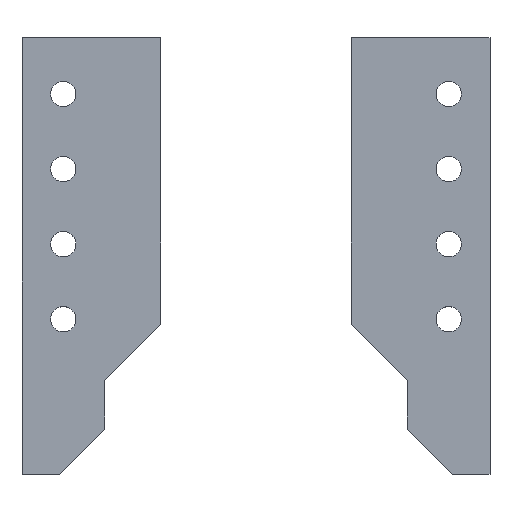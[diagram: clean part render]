
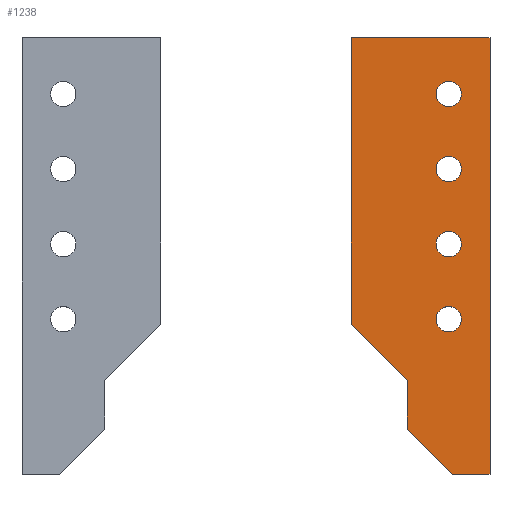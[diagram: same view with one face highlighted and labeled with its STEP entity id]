
A CAD part, top view. The second image highlights one B-rep face of the part: STEP entity #1238.
In plain terms, the highlighted planar face has unit normal (0, 0, 1).
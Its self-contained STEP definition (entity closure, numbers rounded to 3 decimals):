
#3 = LINE ( 'NONE', #423, #549 ) ;
#10 = DIRECTION ( 'NONE',  ( 1., 0., 0. ) ) ;
#13 = CARTESIAN_POINT ( 'NONE',  ( 47.825, 16.321, 4.2 ) ) ;
#39 = PLANE ( 'NONE',  #124 ) ;
#41 = CIRCLE ( 'NONE', #252, 3.375 ) ;
#56 = DIRECTION ( 'NONE',  ( 0., 1., 0. ) ) ;
#62 = DIRECTION ( 'NONE',  ( -1., 0., 0. ) ) ;
#68 = EDGE_CURVE ( 'NONE', #1155, #221, #739, .T. ) ;
#93 = ORIENTED_EDGE ( 'NONE', *, *, #943, .T. ) ;
#99 = ORIENTED_EDGE ( 'NONE', *, *, #68, .F. ) ;
#120 = AXIS2_PLACEMENT_3D ( 'NONE', #1020, #727, #625 ) ;
#121 = VECTOR ( 'NONE', #1037, 1000. ) ;
#124 = AXIS2_PLACEMENT_3D ( 'NONE', #673, #460, #1277 ) ;
#127 = CARTESIAN_POINT ( 'NONE',  ( 51.2, -23.679, 4.2 ) ) ;
#129 = CARTESIAN_POINT ( 'NONE',  ( 51.2, -43.679, 4.2 ) ) ;
#136 = EDGE_LOOP ( 'NONE', ( #456, #409 ) ) ;
#143 = EDGE_CURVE ( 'NONE', #719, #1188, #1089, .T. ) ;
#144 = CIRCLE ( 'NONE', #330, 3.375 ) ;
#160 = VERTEX_POINT ( 'NONE', #573 ) ;
#188 = DIRECTION ( 'NONE',  ( 1., 0., 0. ) ) ;
#213 = CIRCLE ( 'NONE', #422, 3.375 ) ;
#221 = VERTEX_POINT ( 'NONE', #1014 ) ;
#239 = ORIENTED_EDGE ( 'NONE', *, *, #801, .F. ) ;
#244 = CARTESIAN_POINT ( 'NONE',  ( 52.2, -85., 4.2 ) ) ;
#249 = CARTESIAN_POINT ( 'NONE',  ( 40.2, -60., 4.2 ) ) ;
#252 = AXIS2_PLACEMENT_3D ( 'NONE', #412, #816, #10 ) ;
#262 = ORIENTED_EDGE ( 'NONE', *, *, #1317, .F. ) ;
#264 = FACE_OUTER_BOUND ( 'NONE', #1246, .T. ) ;
#273 = CARTESIAN_POINT ( 'NONE',  ( 25.2, 31.321, 4.2 ) ) ;
#280 = CARTESIAN_POINT ( 'NONE',  ( 0., -85., 4.2 ) ) ;
#284 = EDGE_CURVE ( 'NONE', #445, #384, #3, .T. ) ;
#288 = EDGE_LOOP ( 'NONE', ( #1005, #99 ) ) ;
#301 = ORIENTED_EDGE ( 'NONE', *, *, #427, .T. ) ;
#321 = CARTESIAN_POINT ( 'NONE',  ( 40.2, 0., 4.2 ) ) ;
#323 = EDGE_CURVE ( 'NONE', #160, #848, #949, .T. ) ;
#330 = AXIS2_PLACEMENT_3D ( 'NONE', #129, #347, #1157 ) ;
#334 = CIRCLE ( 'NONE', #657, 3.375 ) ;
#341 = FACE_BOUND ( 'NONE', #136, .T. ) ;
#347 = DIRECTION ( 'NONE',  ( 0., 0., 1. ) ) ;
#357 = DIRECTION ( 'NONE',  ( 1., 0., 0. ) ) ;
#384 = VERTEX_POINT ( 'NONE', #249 ) ;
#385 = CIRCLE ( 'NONE', #737, 3.375 ) ;
#388 = EDGE_LOOP ( 'NONE', ( #899, #239 ) ) ;
#391 = EDGE_CURVE ( 'NONE', #841, #495, #144, .T. ) ;
#409 = ORIENTED_EDGE ( 'NONE', *, *, #391, .F. ) ;
#412 = CARTESIAN_POINT ( 'NONE',  ( 51.2, -3.679, 4.2 ) ) ;
#422 = AXIS2_PLACEMENT_3D ( 'NONE', #724, #626, #928 ) ;
#423 = CARTESIAN_POINT ( 'NONE',  ( -9.9, -9.9, 4.2 ) ) ;
#427 = EDGE_CURVE ( 'NONE', #812, #445, #942, .T. ) ;
#442 = CIRCLE ( 'NONE', #1168, 3.375 ) ;
#445 = VERTEX_POINT ( 'NONE', #835 ) ;
#448 = CARTESIAN_POINT ( 'NONE',  ( 62.2, 0., 4.2 ) ) ;
#449 = ORIENTED_EDGE ( 'NONE', *, *, #143, .T. ) ;
#454 = CARTESIAN_POINT ( 'NONE',  ( 51.2, -43.679, 4.2 ) ) ;
#456 = ORIENTED_EDGE ( 'NONE', *, *, #1253, .F. ) ;
#460 = DIRECTION ( 'NONE',  ( 0., 0., 1. ) ) ;
#467 = LINE ( 'NONE', #244, #764 ) ;
#495 = VERTEX_POINT ( 'NONE', #548 ) ;
#497 = VECTOR ( 'NONE', #1206, 1000. ) ;
#530 = AXIS2_PLACEMENT_3D ( 'NONE', #1176, #770, #851 ) ;
#531 = DIRECTION ( 'NONE',  ( 0.707, -0.707, 0. ) ) ;
#533 = DIRECTION ( 'NONE',  ( 0., 0., 1. ) ) ;
#548 = CARTESIAN_POINT ( 'NONE',  ( 54.575, -43.679, 4.2 ) ) ;
#549 = VECTOR ( 'NONE', #531, 1000. ) ;
#553 = LINE ( 'NONE', #448, #1086 ) ;
#558 = DIRECTION ( 'NONE',  ( -0.707, 0.707, 0. ) ) ;
#559 = EDGE_CURVE ( 'NONE', #914, #962, #442, .T. ) ;
#573 = CARTESIAN_POINT ( 'NONE',  ( 47.825, -3.679, 4.2 ) ) ;
#581 = DIRECTION ( 'NONE',  ( 0., 0., 1. ) ) ;
#625 = DIRECTION ( 'NONE',  ( 1., 0., 0. ) ) ;
#626 = DIRECTION ( 'NONE',  ( 0., 0., 1. ) ) ;
#657 = AXIS2_PLACEMENT_3D ( 'NONE', #454, #852, #357 ) ;
#664 = CARTESIAN_POINT ( 'NONE',  ( 25.2, 0., 4.2 ) ) ;
#673 = CARTESIAN_POINT ( 'NONE',  ( 0., 0., 4.2 ) ) ;
#683 = EDGE_CURVE ( 'NONE', #848, #160, #41, .T. ) ;
#708 = CARTESIAN_POINT ( 'NONE',  ( 40.2, -73., 4.2 ) ) ;
#719 = VERTEX_POINT ( 'NONE', #1146 ) ;
#724 = CARTESIAN_POINT ( 'NONE',  ( 51.2, 16.321, 4.2 ) ) ;
#727 = DIRECTION ( 'NONE',  ( 0., 0., 1. ) ) ;
#737 = AXIS2_PLACEMENT_3D ( 'NONE', #127, #533, #930 ) ;
#739 = CIRCLE ( 'NONE', #530, 3.375 ) ;
#742 = FACE_BOUND ( 'NONE', #388, .T. ) ;
#745 = ORIENTED_EDGE ( 'NONE', *, *, #284, .T. ) ;
#746 = ORIENTED_EDGE ( 'NONE', *, *, #683, .F. ) ;
#757 = CARTESIAN_POINT ( 'NONE',  ( 47.825, -43.679, 4.2 ) ) ;
#764 = VECTOR ( 'NONE', #558, 1000. ) ;
#770 = DIRECTION ( 'NONE',  ( 0., 0., 1. ) ) ;
#799 = EDGE_CURVE ( 'NONE', #1071, #384, #900, .T. ) ;
#801 = EDGE_CURVE ( 'NONE', #962, #914, #385, .T. ) ;
#812 = VERTEX_POINT ( 'NONE', #273 ) ;
#816 = DIRECTION ( 'NONE',  ( 0., 0., 1. ) ) ;
#820 = VECTOR ( 'NONE', #1141, 1000. ) ;
#835 = CARTESIAN_POINT ( 'NONE',  ( 25.2, -45., 4.2 ) ) ;
#841 = VERTEX_POINT ( 'NONE', #757 ) ;
#845 = FACE_BOUND ( 'NONE', #288, .T. ) ;
#847 = LINE ( 'NONE', #970, #1036 ) ;
#848 = VERTEX_POINT ( 'NONE', #1279 ) ;
#851 = DIRECTION ( 'NONE',  ( 1., 0., 0. ) ) ;
#852 = DIRECTION ( 'NONE',  ( 0., 0., 1. ) ) ;
#861 = ORIENTED_EDGE ( 'NONE', *, *, #323, .F. ) ;
#863 = CARTESIAN_POINT ( 'NONE',  ( 51.2, -23.679, 4.2 ) ) ;
#899 = ORIENTED_EDGE ( 'NONE', *, *, #559, .F. ) ;
#900 = LINE ( 'NONE', #321, #121 ) ;
#905 = EDGE_CURVE ( 'NONE', #1188, #1303, #553, .T. ) ;
#914 = VERTEX_POINT ( 'NONE', #1082 ) ;
#917 = CARTESIAN_POINT ( 'NONE',  ( 62.2, -85., 4.2 ) ) ;
#928 = DIRECTION ( 'NONE',  ( 1., 0., 0. ) ) ;
#930 = DIRECTION ( 'NONE',  ( 1., 0., 0. ) ) ;
#942 = LINE ( 'NONE', #664, #820 ) ;
#943 = EDGE_CURVE ( 'NONE', #1303, #812, #847, .T. ) ;
#945 = FACE_BOUND ( 'NONE', #1061, .T. ) ;
#949 = CIRCLE ( 'NONE', #120, 3.375 ) ;
#962 = VERTEX_POINT ( 'NONE', #1310 ) ;
#969 = CARTESIAN_POINT ( 'NONE',  ( 62.2, 31.321, 4.2 ) ) ;
#970 = CARTESIAN_POINT ( 'NONE',  ( 0., 31.321, 4.2 ) ) ;
#1005 = ORIENTED_EDGE ( 'NONE', *, *, #1218, .F. ) ;
#1014 = CARTESIAN_POINT ( 'NONE',  ( 54.575, 16.321, 4.2 ) ) ;
#1020 = CARTESIAN_POINT ( 'NONE',  ( 51.2, -3.679, 4.2 ) ) ;
#1036 = VECTOR ( 'NONE', #62, 1000. ) ;
#1037 = DIRECTION ( 'NONE',  ( 0., 1., 0. ) ) ;
#1061 = EDGE_LOOP ( 'NONE', ( #746, #861 ) ) ;
#1071 = VERTEX_POINT ( 'NONE', #708 ) ;
#1082 = CARTESIAN_POINT ( 'NONE',  ( 54.575, -23.679, 4.2 ) ) ;
#1086 = VECTOR ( 'NONE', #56, 1000. ) ;
#1089 = LINE ( 'NONE', #280, #497 ) ;
#1105 = ORIENTED_EDGE ( 'NONE', *, *, #905, .T. ) ;
#1124 = ORIENTED_EDGE ( 'NONE', *, *, #799, .F. ) ;
#1141 = DIRECTION ( 'NONE',  ( 0., -1., 0. ) ) ;
#1146 = CARTESIAN_POINT ( 'NONE',  ( 52.2, -85., 4.2 ) ) ;
#1155 = VERTEX_POINT ( 'NONE', #13 ) ;
#1157 = DIRECTION ( 'NONE',  ( 1., 0., 0. ) ) ;
#1168 = AXIS2_PLACEMENT_3D ( 'NONE', #863, #581, #188 ) ;
#1176 = CARTESIAN_POINT ( 'NONE',  ( 51.2, 16.321, 4.2 ) ) ;
#1188 = VERTEX_POINT ( 'NONE', #917 ) ;
#1206 = DIRECTION ( 'NONE',  ( 1., 0., 0. ) ) ;
#1218 = EDGE_CURVE ( 'NONE', #221, #1155, #213, .T. ) ;
#1238 = ADVANCED_FACE ( 'NONE', ( #264, #341, #742, #945, #845 ), #39, .T. ) ;
#1246 = EDGE_LOOP ( 'NONE', ( #262, #449, #1105, #93, #301, #745, #1124 ) ) ;
#1253 = EDGE_CURVE ( 'NONE', #495, #841, #334, .T. ) ;
#1277 = DIRECTION ( 'NONE',  ( 1., 0., 0. ) ) ;
#1279 = CARTESIAN_POINT ( 'NONE',  ( 54.575, -3.679, 4.2 ) ) ;
#1303 = VERTEX_POINT ( 'NONE', #969 ) ;
#1310 = CARTESIAN_POINT ( 'NONE',  ( 47.825, -23.679, 4.2 ) ) ;
#1317 = EDGE_CURVE ( 'NONE', #719, #1071, #467, .T. ) ;
